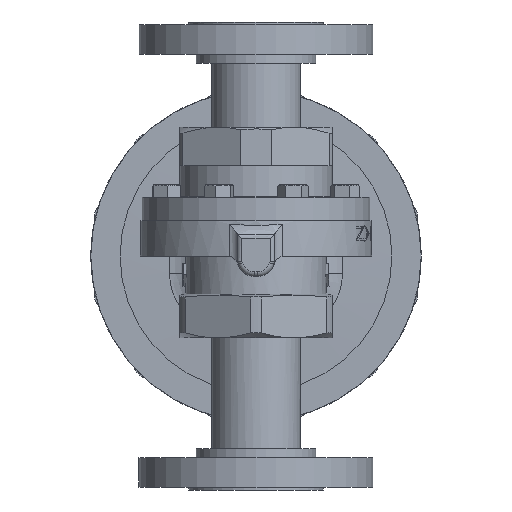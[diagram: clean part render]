
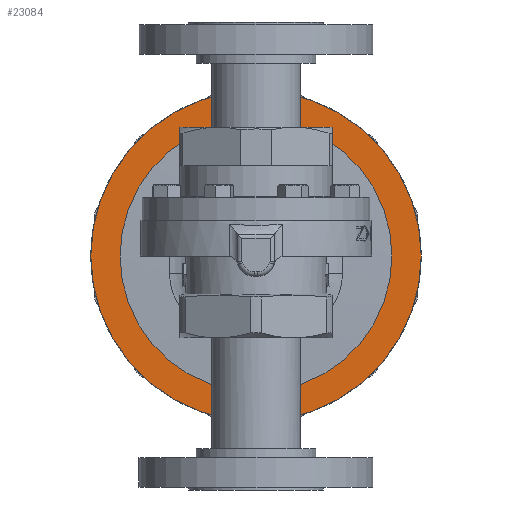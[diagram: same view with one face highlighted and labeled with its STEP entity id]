
A CAD part, front view. The second image highlights one B-rep face of the part: STEP entity #23084.
In plain terms, the highlighted planar face has unit normal (0, -1, 0).
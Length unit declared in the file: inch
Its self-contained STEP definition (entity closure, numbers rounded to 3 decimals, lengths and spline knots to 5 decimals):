
#207 = EDGE_CURVE ( 'NONE', #24351, #21934, #14590, .T. ) ;
#652 = ORIENTED_EDGE ( 'NONE', *, *, #10891, .T. ) ;
#1854 = DIRECTION ( 'NONE',  ( 0., 0., -1. ) ) ;
#1882 = FACE_BOUND ( 'NONE', #22815, .T. ) ;
#2229 = CARTESIAN_POINT ( 'NONE',  ( 0., 2.75, -2.905 ) ) ;
#4344 = CARTESIAN_POINT ( 'NONE',  ( 0., 2.75, 0. ) ) ;
#4618 = ORIENTED_EDGE ( 'NONE', *, *, #7668, .F. ) ;
#4875 = AXIS2_PLACEMENT_3D ( 'NONE', #18352, #18070, #6397 ) ;
#6035 = EDGE_LOOP ( 'NONE', ( #7011, #652 ) ) ;
#6371 = CARTESIAN_POINT ( 'NONE',  ( 0., 2.75, -3.625 ) ) ;
#6397 = DIRECTION ( 'NONE',  ( 0., 0., -1. ) ) ;
#6490 = DIRECTION ( 'NONE',  ( 0., 0., -1. ) ) ;
#6952 = DIRECTION ( 'NONE',  ( 0., -1., 0. ) ) ;
#7011 = ORIENTED_EDGE ( 'NONE', *, *, #207, .T. ) ;
#7668 = EDGE_CURVE ( 'NONE', #11315, #8463, #7716, .T. ) ;
#7716 = CIRCLE ( 'NONE', #22644, 2.905 ) ;
#8463 = VERTEX_POINT ( 'NONE', #2229 ) ;
#9893 = CARTESIAN_POINT ( 'NONE',  ( 0., 2.75, 2.905 ) ) ;
#10168 = AXIS2_PLACEMENT_3D ( 'NONE', #27457, #14664, #1854 ) ;
#10615 = CARTESIAN_POINT ( 'NONE',  ( 0., 2.75, 3.53 ) ) ;
#10679 = DIRECTION ( 'NONE',  ( 0., -1., 0. ) ) ;
#10891 = EDGE_CURVE ( 'NONE', #21934, #24351, #20994, .T. ) ;
#11315 = VERTEX_POINT ( 'NONE', #9893 ) ;
#12457 = EDGE_CURVE ( 'NONE', #8463, #11315, #25569, .T. ) ;
#14590 = CIRCLE ( 'NONE', #4875, 3.53 ) ;
#14664 = DIRECTION ( 'NONE',  ( 0., -1., 0. ) ) ;
#18070 = DIRECTION ( 'NONE',  ( 0., -1., 0. ) ) ;
#18352 = CARTESIAN_POINT ( 'NONE',  ( 0., 2.75, 0. ) ) ;
#18955 = FACE_OUTER_BOUND ( 'NONE', #6035, .T. ) ;
#18965 = AXIS2_PLACEMENT_3D ( 'NONE', #19761, #6952, #21910 ) ;
#19283 = DIRECTION ( 'NONE',  ( 0., -1., 0. ) ) ;
#19761 = CARTESIAN_POINT ( 'NONE',  ( 0., 2.75, 0. ) ) ;
#20994 = CIRCLE ( 'NONE', #10168, 3.53 ) ;
#21111 = ORIENTED_EDGE ( 'NONE', *, *, #12457, .F. ) ;
#21910 = DIRECTION ( 'NONE',  ( 0., 0., -1. ) ) ;
#21934 = VERTEX_POINT ( 'NONE', #24952 ) ;
#22644 = AXIS2_PLACEMENT_3D ( 'NONE', #4344, #19283, #6490 ) ;
#22815 = EDGE_LOOP ( 'NONE', ( #4618, #21111 ) ) ;
#23084 = ADVANCED_FACE ( 'NONE', ( #1882, #18955 ), #23474, .T. ) ;
#23474 = PLANE ( 'NONE',  #24143 ) ;
#24143 = AXIS2_PLACEMENT_3D ( 'NONE', #6371, #10679, #25593 ) ;
#24351 = VERTEX_POINT ( 'NONE', #10615 ) ;
#24952 = CARTESIAN_POINT ( 'NONE',  ( 0., 2.75, -3.53 ) ) ;
#25569 = CIRCLE ( 'NONE', #18965, 2.905 ) ;
#25593 = DIRECTION ( 'NONE',  ( 0., 0., -1. ) ) ;
#27457 = CARTESIAN_POINT ( 'NONE',  ( 0., 2.75, 0. ) ) ;
